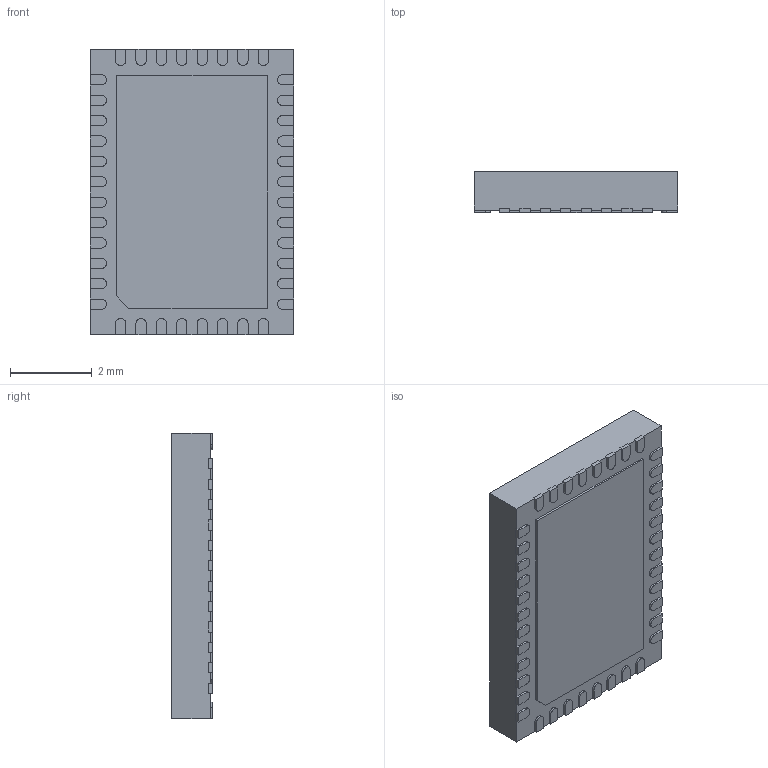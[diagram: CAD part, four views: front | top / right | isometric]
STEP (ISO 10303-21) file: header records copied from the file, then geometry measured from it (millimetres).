
FILE_DESCRIPTION (( 'STEP AP214' ), '1' );
FILE_NAME ('RGF40E.STEP', '2024-01-17T10:08:54', ( '' ), ( '' ), 'SwSTEP 2.0', 'SolidWorks 2021', '' );
FILE_SCHEMA (( 'AUTOMOTIVE_DESIGN' ));
Length unit declared in the file: millimetre
Products named in the file (1): RGF40E
Bounding box: 5 x 1 x 7 mm (x, y, z)
Volume: 34.5 mm3; surface area: 152 mm2
Topology: 43 solids, 43 shells, 442 faces, 1062 edges, 708 vertices
Faces by surface type: plane 342, cylinder 100
Entity records: 13178 total; most frequent: CARTESIAN_POINT 2213, DIRECTION 2148, ORIENTED_EDGE 2124, EDGE_CURVE 1062, LINE 862, VECTOR 862, VERTEX_POINT 708, AXIS2_PLACEMENT_3D 643
